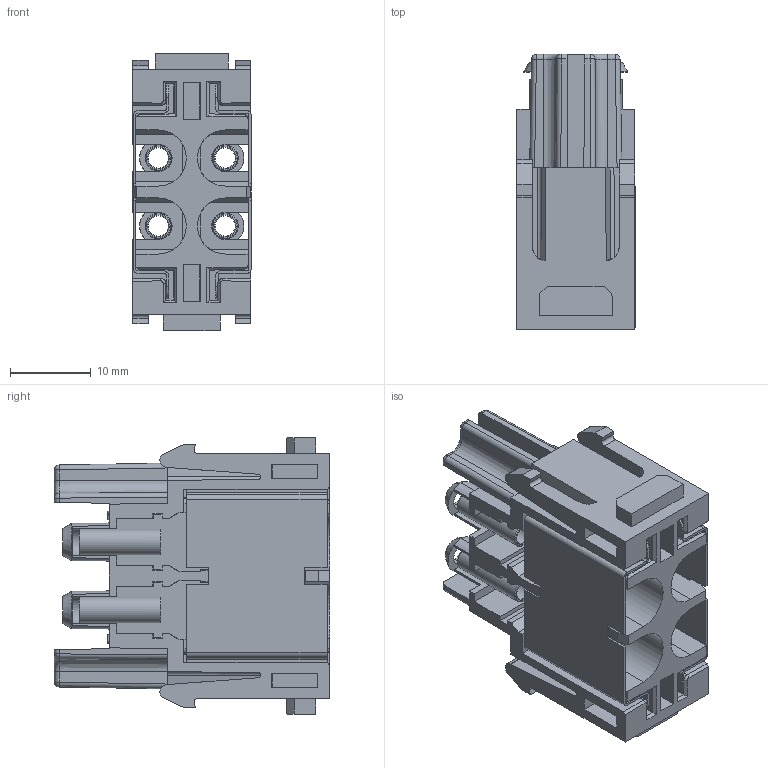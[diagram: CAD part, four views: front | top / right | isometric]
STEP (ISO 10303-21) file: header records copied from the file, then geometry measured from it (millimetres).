
FILE_DESCRIPTION(/* description */ (''),/* implementation_level */ '2;1');
FILE_NAME(/* name */ '3D_1290040200091_HMSC-004-FC_V1.0_stp.stp',/* time_stamp */ '2024-02-02T16:36:21+08:00',/* author */ (''),/* organization */ (''),/* preprocessor_version */ 'ST-DEVELOPER v18.1',/* originating_system */ 'SIEMENS PLM Software NX 1980',/* authorisation */ '');
FILE_SCHEMA (('AUTOMOTIVE_DESIGN { 1 0 10303 214 3 1 1 1 }'));
Length unit declared in the file: millimetre
Products named in the file (1): 13183FDC2A7C7fd9
Bounding box: 14.65 x 34 x 34.23 mm (x, y, z)
Volume: 6472.2 mm3; surface area: 10298.6 mm2
Topology: 5 solids, 5 shells, 545 faces, 1595 edges, 1059 vertices
Faces by surface type: plane 385, cylinder 95, cone 24, torus 20, extrusion 9, sphere 8, bspline 4
Entity records: 18723 total; most frequent: CARTESIAN_POINT 4492, ORIENTED_EDGE 3174, DIRECTION 2675, EDGE_CURVE 1587, VERTEX_POINT 1059, VECTOR 1033, LINE 1024, AXIS2_PLACEMENT_3D 821
